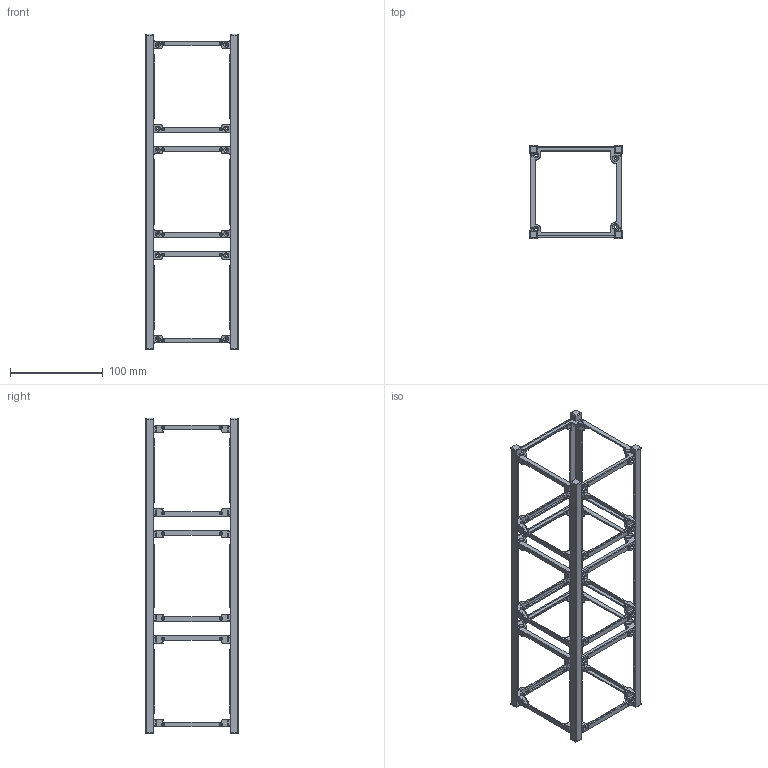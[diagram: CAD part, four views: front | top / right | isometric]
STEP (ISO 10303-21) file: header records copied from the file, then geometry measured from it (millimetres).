
FILE_DESCRIPTION (( 'STEP AP203' ), '1' );
FILE_NAME ('Frame ASS AP203.STEP', '2019-10-28T22:43:51', ( '' ), ( '' ), 'SwSTEP 2.0', 'SolidWorks 2018', '' );
FILE_SCHEMA (( 'CONFIG_CONTROL_DESIGN' ));
Length unit declared in the file: millimetre
Products named in the file (4): RIB 2; Frame ASS AP203; Rail 1; RIB 1
Assembly tree (8 placements, depth 2):
  Frame ASS AP203
    Rail 1  x2
    RIB 1  x3
    RIB 2  x3
Bounding box: 100 x 100 x 340.5 mm (x, y, z)
Volume: 97478.4 mm3; surface area: 116153.6 mm2
Topology: 8 solids, 8 shells, 1704 faces, 4712 edges, 3038 vertices
Faces by surface type: cylinder 908, plane 548, cone 192, bspline 24, torus 24, sphere 8
Entity records: 22336 total; most frequent: CARTESIAN_POINT 4071, DIRECTION 3884, ORIENTED_EDGE 3668, EDGE_CURVE 1834, AXIS2_PLACEMENT_3D 1423, VERTEX_POINT 1182, VECTOR 1038, LINE 1038
